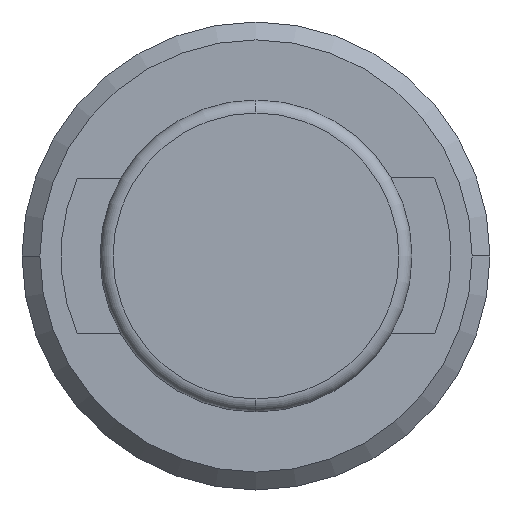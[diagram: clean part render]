
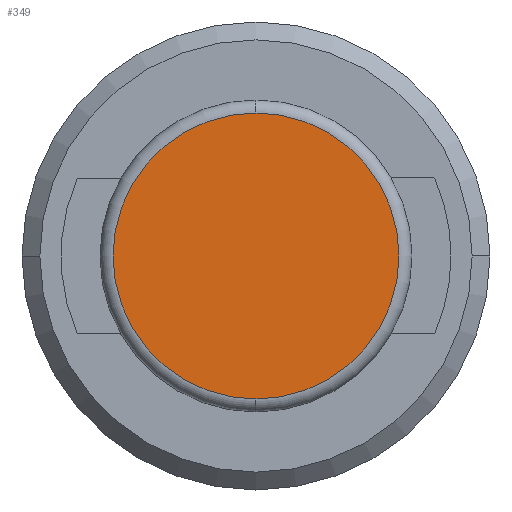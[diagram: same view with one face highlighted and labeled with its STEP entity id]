
A CAD part, left-side view. The second image highlights one B-rep face of the part: STEP entity #349.
In plain terms, the highlighted planar face has unit normal (-1, 0, 0).
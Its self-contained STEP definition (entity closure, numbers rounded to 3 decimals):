
#25 = CIRCLE ( 'NONE', #718, 22. ) ;
#60 = EDGE_CURVE ( 'NONE', #421, #1379, #630, .T. ) ;
#68 = FACE_OUTER_BOUND ( 'NONE', #509, .T. ) ;
#151 = DIRECTION ( 'NONE',  ( 0., 0., 1. ) ) ;
#207 = DIRECTION ( 'NONE',  ( -1., 0., 0. ) ) ;
#228 = DIRECTION ( 'NONE',  ( 0., 0., 1. ) ) ;
#261 = DIRECTION ( 'NONE',  ( 0., 0., 1. ) ) ;
#272 = DIRECTION ( 'NONE',  ( -1., 0., 0. ) ) ;
#349 = ADVANCED_FACE ( 'NONE', ( #68 ), #1225, .T. ) ;
#394 = EDGE_CURVE ( 'NONE', #1379, #421, #25, .T. ) ;
#403 = ORIENTED_EDGE ( 'NONE', *, *, #60, .T. ) ;
#421 = VERTEX_POINT ( 'NONE', #627 ) ;
#456 = DIRECTION ( 'NONE',  ( -1., 0., 0. ) ) ;
#458 = AXIS2_PLACEMENT_3D ( 'NONE', #625, #207, #151 ) ;
#509 = EDGE_LOOP ( 'NONE', ( #403, #1199 ) ) ;
#578 = CARTESIAN_POINT ( 'NONE',  ( 0., 0., 0. ) ) ;
#625 = CARTESIAN_POINT ( 'NONE',  ( 0., 0., 0. ) ) ;
#627 = CARTESIAN_POINT ( 'NONE',  ( 0., 0., 22. ) ) ;
#630 = CIRCLE ( 'NONE', #458, 22. ) ;
#640 = AXIS2_PLACEMENT_3D ( 'NONE', #868, #272, #228 ) ;
#718 = AXIS2_PLACEMENT_3D ( 'NONE', #578, #456, #261 ) ;
#720 = CARTESIAN_POINT ( 'NONE',  ( 0., 0., -22. ) ) ;
#868 = CARTESIAN_POINT ( 'NONE',  ( 0., 21.606, -21.606 ) ) ;
#1199 = ORIENTED_EDGE ( 'NONE', *, *, #394, .T. ) ;
#1225 = PLANE ( 'NONE',  #640 ) ;
#1379 = VERTEX_POINT ( 'NONE', #720 ) ;
